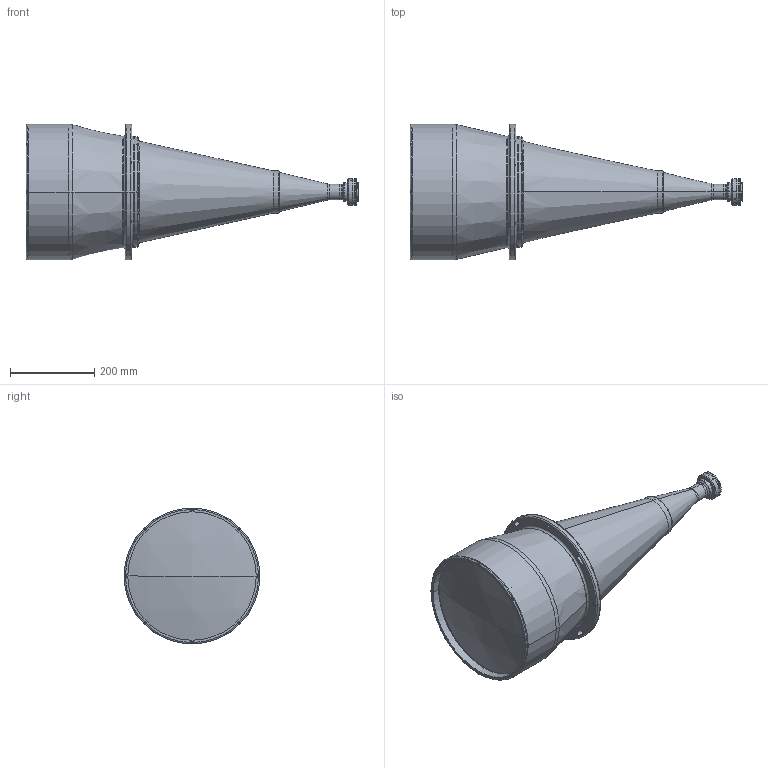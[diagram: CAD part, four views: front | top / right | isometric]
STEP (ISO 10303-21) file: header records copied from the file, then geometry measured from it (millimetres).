
FILE_DESCRIPTION (( 'STEP AP203' ), '1' );
FILE_NAME ('DP32132-A_TC4MHRP240-F.step', '2022-06-13T12:15:22', ( '' ), ( '' ), 'SwSTEP 2.0', 'SolidWorks 2021', '' );
FILE_SCHEMA (( 'CONFIG_CONTROL_DESIGN' ));
Length unit declared in the file: millimetre
Products named in the file (1): DP32132-A_TC4MHRP240-F
Bounding box: 788.48 x 322 x 322 mm (x, y, z)
Surface area: 716396.1 mm2 (no closed solid volume)
Topology: 0 solids, 40 shells, 281 faces, 965 edges, 700 vertices
Faces by surface type: cylinder 111, plane 77, torus 57, cone 28, bspline 6, sphere 2
Entity records: 11915 total; most frequent: CARTESIAN_POINT 3291, DIRECTION 1975, ORIENTED_EDGE 1470, EDGE_CURVE 959, AXIS2_PLACEMENT_3D 818, VERTEX_POINT 700, CIRCLE 542, EDGE_LOOP 364
